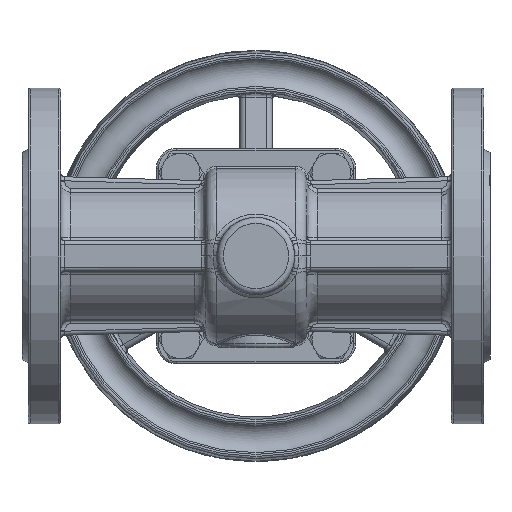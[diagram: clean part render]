
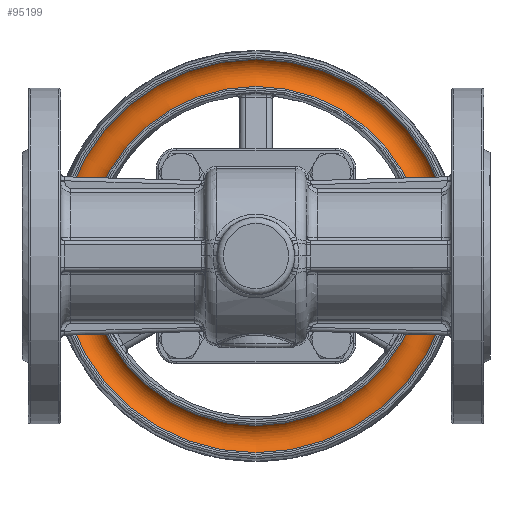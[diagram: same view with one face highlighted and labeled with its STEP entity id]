
A CAD part, front view. The second image highlights one B-rep face of the part: STEP entity #95199.
In plain terms, the highlighted toroidal (fillet/blend) face has major radius 90 mm and minor radius 8 mm.
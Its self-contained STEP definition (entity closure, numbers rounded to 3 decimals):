
#4235 = FACE_OUTER_BOUND ( 'NONE', #82856, .T. ) ;
#4264 = FACE_OUTER_BOUND ( 'NONE', #82854, .T. ) ;
#4266 = CARTESIAN_POINT ( 'NONE',  ( 0., 252., 0. ) ) ;
#4285 = DIRECTION ( 'NONE',  ( 0., 1., 0. ) ) ;
#4286 = DIRECTION ( 'NONE',  ( 0., 0., 1. ) ) ;
#8219 = TOROIDAL_SURFACE ( 'NONE', #8223, 90., 8. ) ;
#8223 = AXIS2_PLACEMENT_3D ( 'NONE', #4266, #4285, #4286 ) ;
#24149 = EDGE_CURVE ( 'NONE', #99303, #99303, #77042, .T. ) ;
#24157 = EDGE_CURVE ( 'NONE', #99311, #99311, #77054, .T. ) ;
#74119 = CARTESIAN_POINT ( 'NONE',  ( 0., 250.887, 0. ) ) ;
#74121 = DIRECTION ( 'NONE',  ( 0., 1., 0. ) ) ;
#74123 = DIRECTION ( 'NONE',  ( 0., 0., 1. ) ) ;
#74180 = CARTESIAN_POINT ( 'NONE',  ( 0., 250.887, 0. ) ) ;
#74182 = DIRECTION ( 'NONE',  ( 0., 1., 0. ) ) ;
#74184 = DIRECTION ( 'NONE',  ( 0., 0., 1. ) ) ;
#77040 = AXIS2_PLACEMENT_3D ( 'NONE', #74119, #74121, #74123 ) ;
#77042 = CIRCLE ( 'NONE', #77040, 97.922 ) ;
#77054 = CIRCLE ( 'NONE', #77056, 82.078 ) ;
#77056 = AXIS2_PLACEMENT_3D ( 'NONE', #74180, #74182, #74184 ) ;
#82854 = EDGE_LOOP ( 'NONE', ( #97960 ) ) ;
#82856 = EDGE_LOOP ( 'NONE', ( #97961 ) ) ;
#95199 = ADVANCED_FACE ( 'NONE', ( #4264, #4235 ), #8219, .F. ) ;
#97960 = ORIENTED_EDGE ( 'NONE', *, *, #24149, .F. ) ;
#97961 = ORIENTED_EDGE ( 'NONE', *, *, #24157, .T. ) ;
#99303 = VERTEX_POINT ( 'NONE', #99309 ) ;
#99309 = CARTESIAN_POINT ( 'NONE',  ( 0., 250.887, 97.922 ) ) ;
#99311 = VERTEX_POINT ( 'NONE', #99317 ) ;
#99317 = CARTESIAN_POINT ( 'NONE',  ( 0., 250.887, 82.078 ) ) ;
